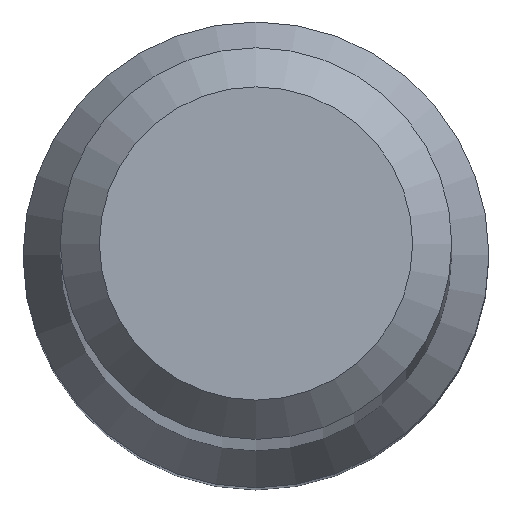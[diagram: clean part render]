
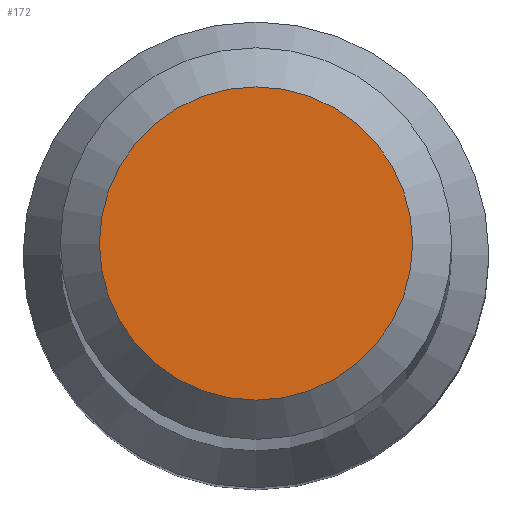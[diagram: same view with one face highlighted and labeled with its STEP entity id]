
A CAD part, top view. The second image highlights one B-rep face of the part: STEP entity #172.
In plain terms, the highlighted planar face has unit normal (0, 0, 1).
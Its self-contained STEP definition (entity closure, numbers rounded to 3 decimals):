
#12 = CARTESIAN_POINT ( 'NONE',  ( 0., 0., 80. ) ) ;
#39 = PLANE ( 'NONE',  #219 ) ;
#44 = CIRCLE ( 'NONE', #153, 1.6 ) ;
#80 = DIRECTION ( 'NONE',  ( 0., -1., 0. ) ) ;
#95 = EDGE_LOOP ( 'NONE', ( #191 ) ) ;
#99 = CARTESIAN_POINT ( 'NONE',  ( 0., 0., 80. ) ) ;
#126 = EDGE_CURVE ( 'NONE', #140, #140, #44, .T. ) ;
#140 = VERTEX_POINT ( 'NONE', #218 ) ;
#153 = AXIS2_PLACEMENT_3D ( 'NONE', #12, #164, #154 ) ;
#154 = DIRECTION ( 'NONE',  ( 0., 1., 0. ) ) ;
#164 = DIRECTION ( 'NONE',  ( 0., 0., -1. ) ) ;
#172 = ADVANCED_FACE ( 'NONE', ( #180 ), #39, .T. ) ;
#175 = DIRECTION ( 'NONE',  ( 0., 0., 1. ) ) ;
#180 = FACE_OUTER_BOUND ( 'NONE', #95, .T. ) ;
#191 = ORIENTED_EDGE ( 'NONE', *, *, #126, .F. ) ;
#218 = CARTESIAN_POINT ( 'NONE',  ( 0., 1.6, 80. ) ) ;
#219 = AXIS2_PLACEMENT_3D ( 'NONE', #99, #175, #80 ) ;
